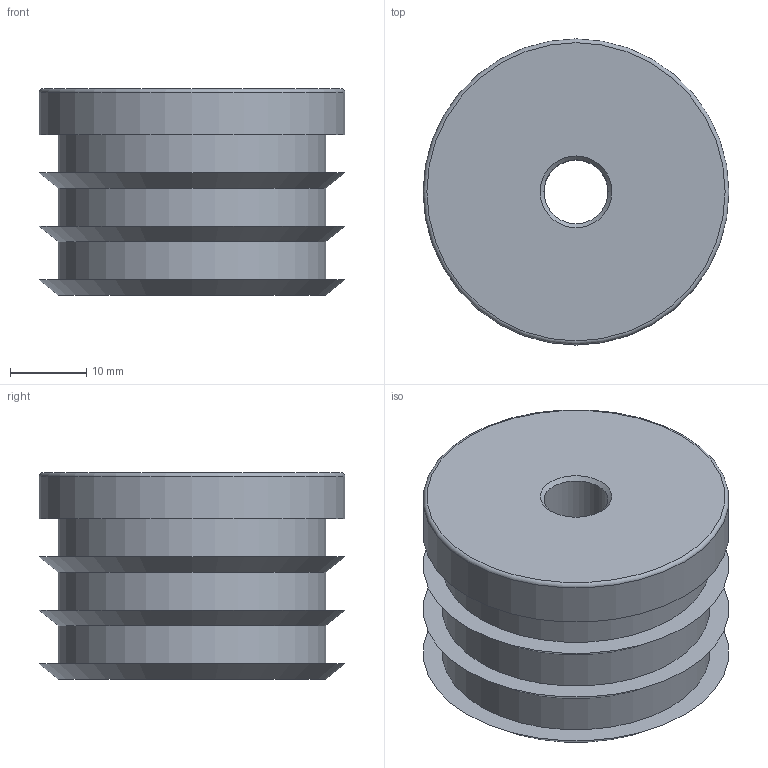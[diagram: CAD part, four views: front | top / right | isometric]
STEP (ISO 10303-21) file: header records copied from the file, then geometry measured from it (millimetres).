
FILE_DESCRIPTION( ( 'Unknown' ), '1' );
FILE_NAME( '7321255.stp', 'Unknown', ( 'Unknown' ), ( 'Unknown' ), 'PSStep 14.0', 'Unknown', ' ' );
FILE_SCHEMA( ( 'AUTOMOTIVE_DESIGN { 1 0 10303 214 1 1 1 1 }' ) );
Length unit declared in the file: millimetre
Products named in the file (1): 1
Bounding box: 40 x 40 x 27 mm (x, y, z)
Volume: 27106.8 mm3; surface area: 7490.1 mm2
Topology: 1 solids, 1 shells, 17 faces, 31 edges, 20 vertices
Faces by surface type: plane 6, cone 5, cylinder 5, torus 1
Full cylindrical faces by diameter (mm): 8.376 x1, 35 x3, 40 x1
Entity records: 500 total; most frequent: DIRECTION 70, CARTESIAN_POINT 52, AXIS2_PLACEMENT_3D 35, EDGE_LOOP 34, ORIENTED_EDGE 34, FACE_OUTER_BOUND 23, STYLED_ITEM 17, PRESENTATION_STYLE_ASSIGNMENT 17
